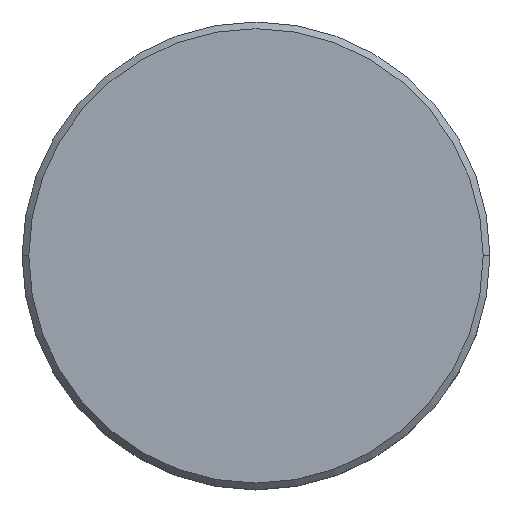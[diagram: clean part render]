
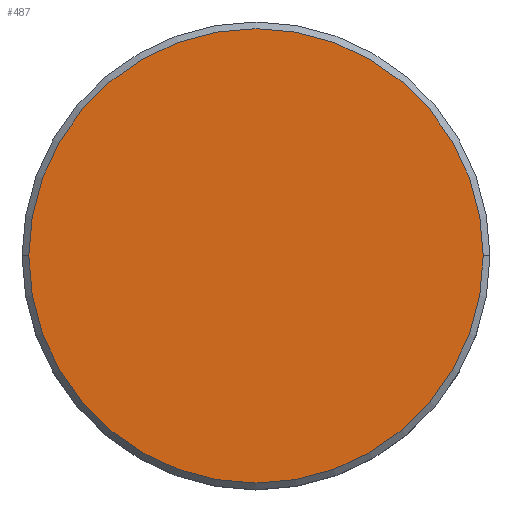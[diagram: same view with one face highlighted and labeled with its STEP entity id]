
A CAD part, top view. The second image highlights one B-rep face of the part: STEP entity #487.
In plain terms, the highlighted planar face has unit normal (0, 0, 1).
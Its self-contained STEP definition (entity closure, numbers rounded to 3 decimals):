
#6 = AXIS2_PLACEMENT_3D ( 'NONE', #411, #369, #90 ) ;
#71 = ORIENTED_EDGE ( 'NONE', *, *, #248, .T. ) ;
#85 = CARTESIAN_POINT ( 'NONE',  ( 17., 0., 0. ) ) ;
#90 = DIRECTION ( 'NONE',  ( 1., 0., 0. ) ) ;
#125 = CARTESIAN_POINT ( 'NONE',  ( 0., 0., 0. ) ) ;
#165 = EDGE_CURVE ( 'NONE', #200, #449, #274, .T. ) ;
#200 = VERTEX_POINT ( 'NONE', #85 ) ;
#201 = PLANE ( 'NONE',  #439 ) ;
#248 = EDGE_CURVE ( 'NONE', #449, #200, #298, .T. ) ;
#260 = DIRECTION ( 'NONE',  ( 0., 0., 1. ) ) ;
#274 = CIRCLE ( 'NONE', #6, 17. ) ;
#298 = CIRCLE ( 'NONE', #524, 17. ) ;
#369 = DIRECTION ( 'NONE',  ( 0., 0., 1. ) ) ;
#385 = EDGE_LOOP ( 'NONE', ( #71, #580 ) ) ;
#411 = CARTESIAN_POINT ( 'NONE',  ( 0., 0., 0. ) ) ;
#439 = AXIS2_PLACEMENT_3D ( 'NONE', #125, #260, #481 ) ;
#449 = VERTEX_POINT ( 'NONE', #519 ) ;
#481 = DIRECTION ( 'NONE',  ( 1., 0., 0. ) ) ;
#487 = ADVANCED_FACE ( 'NONE', ( #489 ), #201, .T. ) ;
#489 = FACE_OUTER_BOUND ( 'NONE', #385, .T. ) ;
#502 = DIRECTION ( 'NONE',  ( 0., 0., 1. ) ) ;
#519 = CARTESIAN_POINT ( 'NONE',  ( -17., 0., 0. ) ) ;
#524 = AXIS2_PLACEMENT_3D ( 'NONE', #546, #502, #543 ) ;
#543 = DIRECTION ( 'NONE',  ( 1., 0., 0. ) ) ;
#546 = CARTESIAN_POINT ( 'NONE',  ( 0., 0., 0. ) ) ;
#580 = ORIENTED_EDGE ( 'NONE', *, *, #165, .T. ) ;
